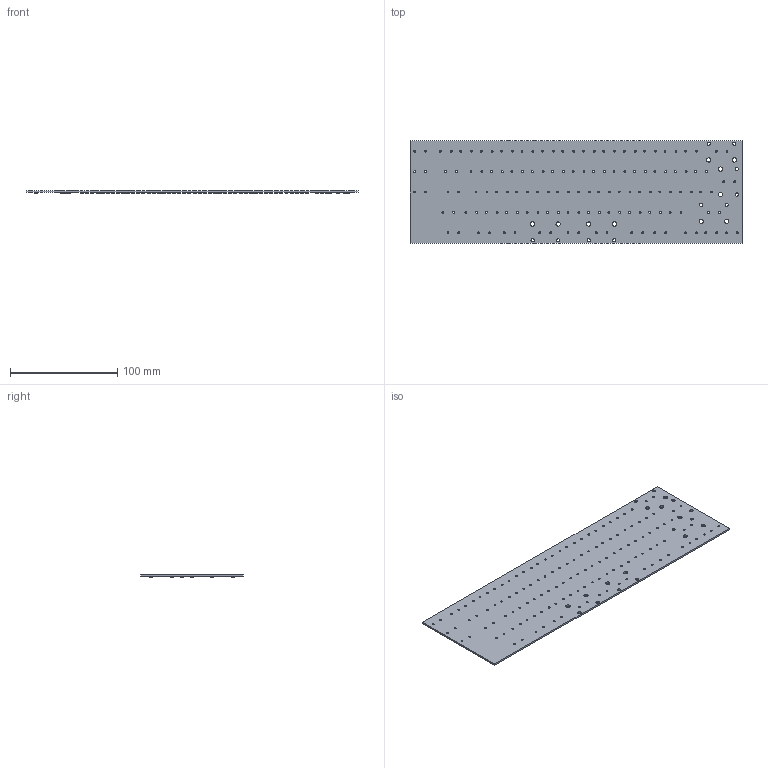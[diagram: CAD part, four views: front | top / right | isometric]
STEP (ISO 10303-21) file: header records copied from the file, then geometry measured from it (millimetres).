
FILE_DESCRIPTION(('KiCad electronic assembly'),'2;1');
FILE_NAME('kicad_2.step','2023-09-28T16:19:19',('Pcbnew'),('Kicad'), 'Open CASCADE STEP processor 7.7','KiCad to STEP converter','Unknown' );
FILE_SCHEMA(('AUTOMOTIVE_DESIGN { 1 0 10303 214 1 1 1 1 }'));
Length unit declared in the file: millimetre
Products named in the file (4): kicad_2 1; SOT-23; SOLID; kicad_2 PCB
Assembly tree (70 placements, depth 3):
  kicad_2 1
    SOT-23  x68
      SOLID
    kicad_2 PCB
Bounding box: 309.56 x 95.25 x 2.75 mm (x, y, z)
Volume: 46637.2 mm3; surface area: 62105.9 mm2
Topology: 69 solids, 69 shells, 5330 faces, 12720 edges, 7528 vertices
Faces by surface type: plane 2522, bspline 1836, cylinder 972
Full cylindrical faces by diameter (mm): 1.75 x136, 3.048 x10, 3.988 x10
Entity records: 19037 total; most frequent: CARTESIAN_POINT 4893, DIRECTION 2472, ORIENTED_EDGE 1320, PCURVE 1320, DEFINITIONAL_REPRESENTATION 1320, LINE 1224, VECTOR 1224, EDGE_CURVE 660
